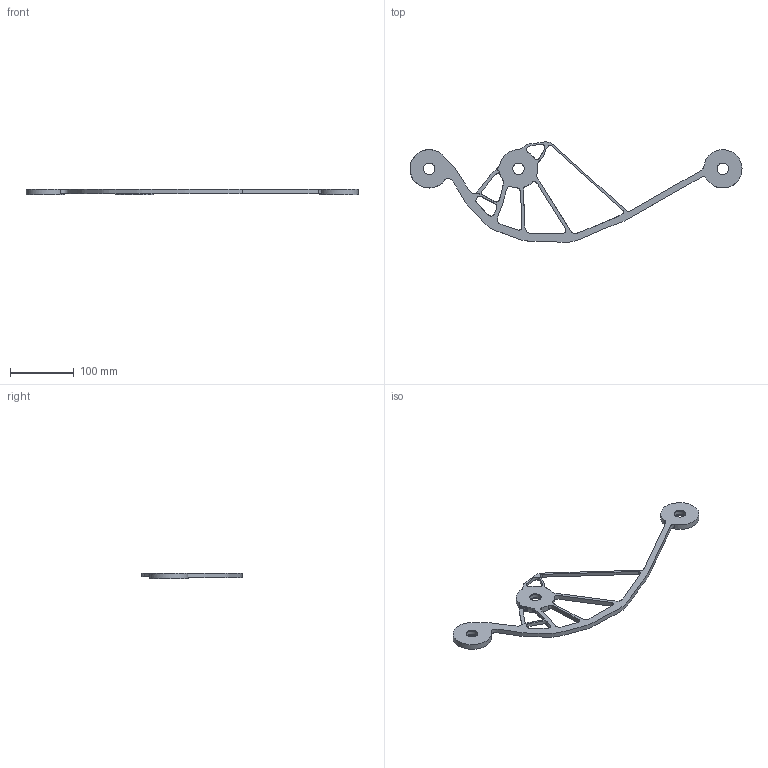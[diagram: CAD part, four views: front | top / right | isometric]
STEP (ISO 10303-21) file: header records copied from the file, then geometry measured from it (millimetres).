
FILE_DESCRIPTION(/* description */ (''),/* implementation_level */ '2;1');
FILE_NAME(/* name */ 'gen des part blank v1.step',/* time_stamp */ '2024-02-12T21:04:31Z',/* author */ (''),/* organization */ (''),/* preprocessor_version */ 'ST-DEVELOPER v19.2',/* originating_system */ 'Autodesk Translation Framework v12.6.0.85',/* authorisation */ '');
FILE_SCHEMA (('AUTOMOTIVE_DESIGN { 1 0 10303 214 3 1 1 }'));
Length unit declared in the file: millimetre
Products named in the file (1): gen des part blank
Bounding box: 519.98 x 157.12 x 9.01 mm (x, y, z)
Volume: 123658.2 mm3; surface area: 50968.2 mm2
Topology: 1 solids, 1 shells, 58 faces, 239 edges, 176 vertices
Faces by surface type: bspline 27, plane 16, cylinder 15
Full cylindrical faces by diameter (mm): 18 x9, 60 x3
Entity records: 3339 total; most frequent: CARTESIAN_POINT 1425, ORIENTED_EDGE 478, DIRECTION 284, EDGE_CURVE 239, VERTEX_POINT 176, LINE 130, VECTOR 130, AXIS2_PLACEMENT_3D 77
